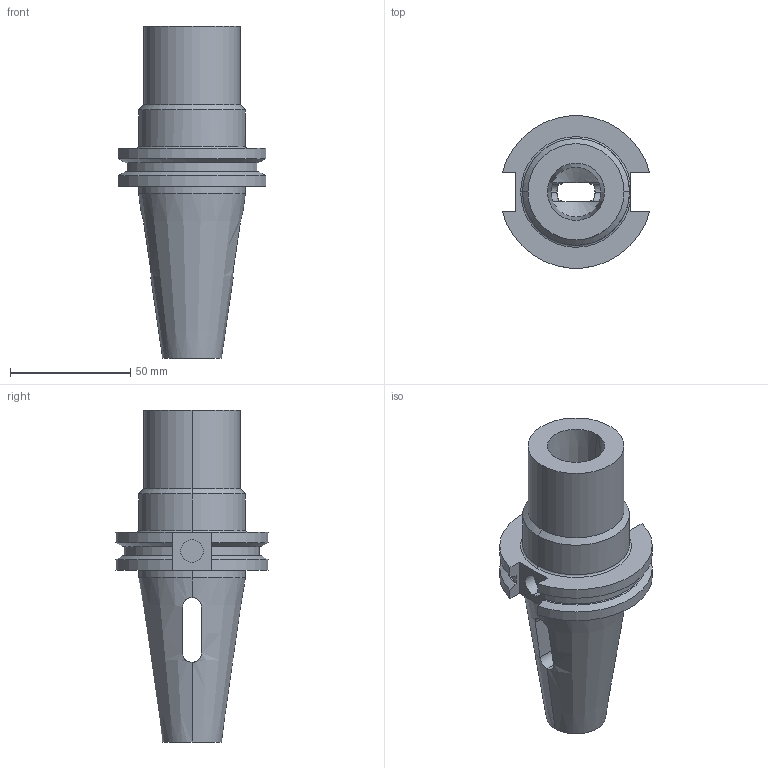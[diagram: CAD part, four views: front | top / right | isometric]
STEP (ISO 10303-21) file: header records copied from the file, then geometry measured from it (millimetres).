
FILE_DESCRIPTION (( 'STEP AP203' ), '1' );
FILE_NAME ('STP-5031-465-003-070-0(22615).STEP', '2021-06-23T06:35:00', ( '' ), ( '' ), 'SwSTEP 2.0', 'SolidWorks 2017', '' );
FILE_SCHEMA (( 'CONFIG_CONTROL_DESIGN' ));
Length unit declared in the file: millimetre
Products named in the file (1): STP-5031-465-003-070-0(22615)
Bounding box: 61.35 x 63.26 x 138.1 mm (x, y, z)
Volume: 135822.6 mm3; surface area: 31986.5 mm2
Topology: 1 solids, 1 shells, 66 faces, 179 edges, 115 vertices
Faces by surface type: cylinder 28, plane 21, cone 14, torus 2, bspline 1
Entity records: 2542 total; most frequent: CARTESIAN_POINT 816, ORIENTED_EDGE 358, DIRECTION 332, EDGE_CURVE 179, AXIS2_PLACEMENT_3D 125, VERTEX_POINT 115, VECTOR 82, LINE 82
